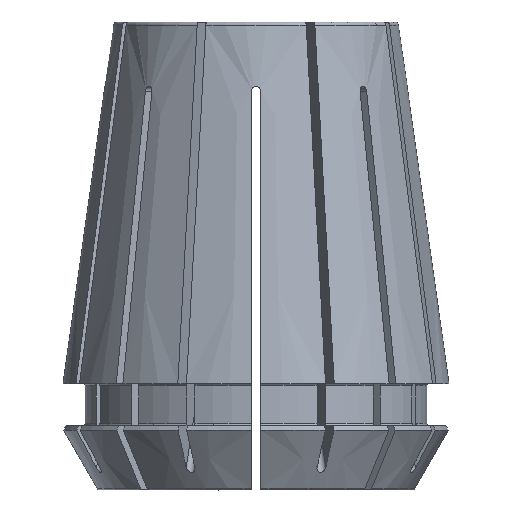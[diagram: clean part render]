
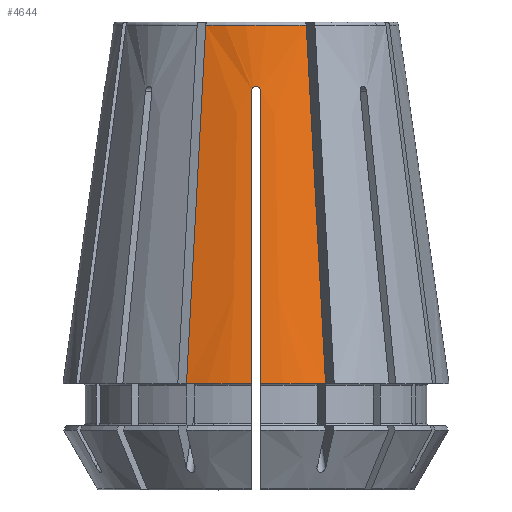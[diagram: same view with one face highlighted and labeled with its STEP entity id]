
A CAD part, left-side view. The second image highlights one B-rep face of the part: STEP entity #4644.
In plain terms, the highlighted conical face has half-angle 8 degrees and reference radius 16.5 mm.
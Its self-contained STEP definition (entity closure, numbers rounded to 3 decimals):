
#37=CONICAL_SURFACE('',#4950,16.5,0.14);
#183=B_SPLINE_CURVE_WITH_KNOTS('',3,(#6947,#6948,#6949,#6950),
 .UNSPECIFIED.,.F.,.F.,(4,4),(0.,0.031),
 .UNSPECIFIED.);
#184=B_SPLINE_CURVE_WITH_KNOTS('',3,(#6952,#6953,#6954,#6955),
 .UNSPECIFIED.,.F.,.F.,(4,4),(0.021,0.046),
 .UNSPECIFIED.);
#185=B_SPLINE_CURVE_WITH_KNOTS('',3,(#6957,#6958,#6959,#6960,#6961),
 .UNSPECIFIED.,.F.,.F.,(4,1,4),(0.,0.001,
0.001),.UNSPECIFIED.);
#186=B_SPLINE_CURVE_WITH_KNOTS('',3,(#6963,#6964,#6965,#6966),
 .UNSPECIFIED.,.F.,.F.,(4,4),(0.021,0.046),
 .UNSPECIFIED.);
#187=B_SPLINE_CURVE_WITH_KNOTS('',3,(#6970,#6971,#6972,#6973),
 .UNSPECIFIED.,.F.,.F.,(4,4),(0.,0.031),
 .UNSPECIFIED.);
#527=CIRCLE('',#4948,16.5);
#528=CIRCLE('',#4951,16.5);
#529=CIRCLE('',#4952,12.194);
#860=ORIENTED_EDGE('',*,*,#2364,.F.);
#861=ORIENTED_EDGE('',*,*,#2361,.T.);
#862=ORIENTED_EDGE('',*,*,#2365,.T.);
#863=ORIENTED_EDGE('',*,*,#2366,.T.);
#864=ORIENTED_EDGE('',*,*,#2367,.F.);
#865=ORIENTED_EDGE('',*,*,#2368,.T.);
#866=ORIENTED_EDGE('',*,*,#2369,.T.);
#867=ORIENTED_EDGE('',*,*,#2370,.F.);
#2361=EDGE_CURVE('',#3098,#3099,#527,.T.);
#2364=EDGE_CURVE('',#3098,#3100,#183,.T.);
#2365=EDGE_CURVE('',#3099,#3101,#184,.F.);
#2366=EDGE_CURVE('',#3101,#3102,#185,.T.);
#2367=EDGE_CURVE('',#3103,#3102,#186,.F.);
#2368=EDGE_CURVE('',#3103,#3104,#528,.T.);
#2369=EDGE_CURVE('',#3104,#3105,#187,.T.);
#2370=EDGE_CURVE('',#3100,#3105,#529,.T.);
#3098=VERTEX_POINT('',#6933);
#3099=VERTEX_POINT('',#6935);
#3100=VERTEX_POINT('',#6951);
#3101=VERTEX_POINT('',#6956);
#3102=VERTEX_POINT('',#6962);
#3103=VERTEX_POINT('',#6967);
#3104=VERTEX_POINT('',#6969);
#3105=VERTEX_POINT('',#6974);
#4044=EDGE_LOOP('',(#860,#861,#862,#863,#864,#865,#866,#867));
#4300=FACE_BOUND('',#4044,.T.);
#4644=ADVANCED_FACE('',(#4300),#37,.T.);
#4948=AXIS2_PLACEMENT_3D('',#6936,#5537,#5538);
#4950=AXIS2_PLACEMENT_3D('',#6946,#5541,#5542);
#4951=AXIS2_PLACEMENT_3D('',#6968,#5543,#5544);
#4952=AXIS2_PLACEMENT_3D('',#6975,#5545,#5546);
#5537=DIRECTION('',(0.,0.,1.));
#5538=DIRECTION('',(1.,0.,0.));
#5541=DIRECTION('',(0.,0.,-1.));
#5542=DIRECTION('',(-1.,0.,0.));
#5543=DIRECTION('',(0.,0.,1.));
#5544=DIRECTION('',(1.,0.,0.));
#5545=DIRECTION('',(0.,0.,1.));
#5546=DIRECTION('',(1.,0.,0.));
#6933=CARTESIAN_POINT('',(-15.393,5.943,9.3));
#6935=CARTESIAN_POINT('',(-16.495,0.4,9.3));
#6936=CARTESIAN_POINT('',(0.,0.,9.3));
#6946=CARTESIAN_POINT('',(0.,0.,9.3));
#6947=CARTESIAN_POINT('',(-15.393,5.943,9.3));
#6948=CARTESIAN_POINT('',(-14.066,5.393,19.514));
#6949=CARTESIAN_POINT('',(-12.739,4.844,29.728));
#6950=CARTESIAN_POINT('',(-11.412,4.294,39.942));
#6951=CARTESIAN_POINT('',(-11.412,4.294,39.942));
#6952=CARTESIAN_POINT('',(-12.98,0.4,34.3));
#6953=CARTESIAN_POINT('',(-14.152,0.4,25.967));
#6954=CARTESIAN_POINT('',(-15.324,0.4,17.633));
#6955=CARTESIAN_POINT('',(-16.495,0.4,9.3));
#6956=CARTESIAN_POINT('',(-12.98,0.4,34.3));
#6957=CARTESIAN_POINT('',(-12.98,0.4,34.3));
#6958=CARTESIAN_POINT('',(-12.951,0.4,34.51));
#6959=CARTESIAN_POINT('',(-12.91,0.,34.89));
#6960=CARTESIAN_POINT('',(-12.951,-0.4,34.51));
#6961=CARTESIAN_POINT('',(-12.98,-0.4,34.3));
#6962=CARTESIAN_POINT('',(-12.98,-0.4,34.3));
#6963=CARTESIAN_POINT('',(-12.98,-0.4,34.3));
#6964=CARTESIAN_POINT('',(-14.152,-0.4,25.967));
#6965=CARTESIAN_POINT('',(-15.324,-0.4,17.633));
#6966=CARTESIAN_POINT('',(-16.495,-0.4,9.3));
#6967=CARTESIAN_POINT('',(-16.495,-0.4,9.3));
#6968=CARTESIAN_POINT('',(0.,0.,9.3));
#6969=CARTESIAN_POINT('',(-15.393,-5.943,9.3));
#6970=CARTESIAN_POINT('',(-15.393,-5.943,9.3));
#6971=CARTESIAN_POINT('',(-14.066,-5.393,19.514));
#6972=CARTESIAN_POINT('',(-12.739,-4.844,29.728));
#6973=CARTESIAN_POINT('',(-11.412,-4.294,39.942));
#6974=CARTESIAN_POINT('',(-11.412,-4.294,39.942));
#6975=CARTESIAN_POINT('',(0.,0.,39.942));
